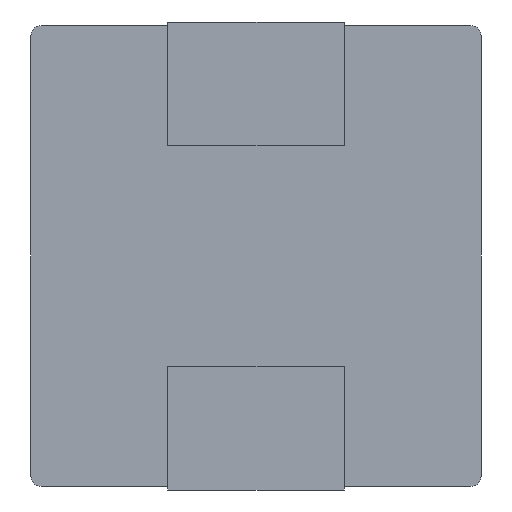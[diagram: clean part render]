
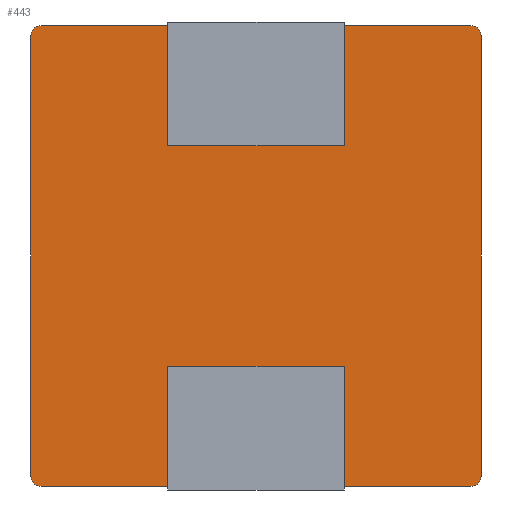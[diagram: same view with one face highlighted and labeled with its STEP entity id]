
A CAD part, front view. The second image highlights one B-rep face of the part: STEP entity #443.
In plain terms, the highlighted planar face has unit normal (0, -1, 0).
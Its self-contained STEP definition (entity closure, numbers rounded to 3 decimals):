
#11 = DIRECTION ( 'NONE',  ( 0., 0., 1. ) ) ;
#17 = CARTESIAN_POINT ( 'NONE',  ( -6.475, 0., 6.63 ) ) ;
#18 = VERTEX_POINT ( 'NONE', #177 ) ;
#19 = LINE ( 'NONE', #716, #812 ) ;
#20 = CARTESIAN_POINT ( 'NONE',  ( -2.54, 0., -6.63 ) ) ;
#24 = VECTOR ( 'NONE', #539, 1000. ) ;
#31 = CARTESIAN_POINT ( 'NONE',  ( 2.54, 0., 3.17 ) ) ;
#32 = ORIENTED_EDGE ( 'NONE', *, *, #664, .F. ) ;
#35 = AXIS2_PLACEMENT_3D ( 'NONE', #630, #1203, #1020 ) ;
#53 = DIRECTION ( 'NONE',  ( 0., 0., -1. ) ) ;
#56 = LINE ( 'NONE', #449, #801 ) ;
#73 = DIRECTION ( 'NONE',  ( -1., 0., 0. ) ) ;
#74 = CARTESIAN_POINT ( 'NONE',  ( -2.54, 0., 3.17 ) ) ;
#79 = LINE ( 'NONE', #99, #198 ) ;
#84 = FACE_OUTER_BOUND ( 'NONE', #1263, .T. ) ;
#99 = CARTESIAN_POINT ( 'NONE',  ( 2.54, 0., 6.63 ) ) ;
#101 = DIRECTION ( 'NONE',  ( 1., 0., 0. ) ) ;
#120 = AXIS2_PLACEMENT_3D ( 'NONE', #912, #917, #53 ) ;
#131 = DIRECTION ( 'NONE',  ( -1., 0., 0. ) ) ;
#142 = VERTEX_POINT ( 'NONE', #31 ) ;
#172 = CARTESIAN_POINT ( 'NONE',  ( 6.475, 0., 6.33 ) ) ;
#177 = CARTESIAN_POINT ( 'NONE',  ( 2.54, 0., -6.63 ) ) ;
#198 = VECTOR ( 'NONE', #1247, 1000. ) ;
#203 = ORIENTED_EDGE ( 'NONE', *, *, #285, .F. ) ;
#208 = DIRECTION ( 'NONE',  ( 0., 0., -1. ) ) ;
#221 = LINE ( 'NONE', #613, #480 ) ;
#223 = CARTESIAN_POINT ( 'NONE',  ( -6.475, 0., 6.63 ) ) ;
#242 = ORIENTED_EDGE ( 'NONE', *, *, #628, .F. ) ;
#250 = CARTESIAN_POINT ( 'NONE',  ( -6.175, 0., -6.63 ) ) ;
#268 = DIRECTION ( 'NONE',  ( 0., 0., 1. ) ) ;
#285 = EDGE_CURVE ( 'NONE', #657, #341, #590, .T. ) ;
#292 = AXIS2_PLACEMENT_3D ( 'NONE', #727, #1107, #347 ) ;
#299 = VERTEX_POINT ( 'NONE', #617 ) ;
#308 = EDGE_CURVE ( 'NONE', #642, #18, #221, .T. ) ;
#313 = VECTOR ( 'NONE', #563, 1000. ) ;
#318 = LINE ( 'NONE', #614, #644 ) ;
#332 = DIRECTION ( 'NONE',  ( 0., 0., -1. ) ) ;
#341 = VERTEX_POINT ( 'NONE', #20 ) ;
#347 = DIRECTION ( 'NONE',  ( 0., 0., -1. ) ) ;
#374 = CARTESIAN_POINT ( 'NONE',  ( 2.54, 0., 6.63 ) ) ;
#376 = VECTOR ( 'NONE', #1114, 1000. ) ;
#380 = EDGE_CURVE ( 'NONE', #18, #450, #79, .T. ) ;
#390 = VERTEX_POINT ( 'NONE', #589 ) ;
#391 = ORIENTED_EDGE ( 'NONE', *, *, #380, .F. ) ;
#392 = CARTESIAN_POINT ( 'NONE',  ( -6.475, 0., -6.33 ) ) ;
#434 = VERTEX_POINT ( 'NONE', #889 ) ;
#439 = CARTESIAN_POINT ( 'NONE',  ( 2.54, 0., -3.17 ) ) ;
#441 = EDGE_CURVE ( 'NONE', #450, #657, #19, .T. ) ;
#443 = ADVANCED_FACE ( 'NONE', ( #84 ), #1050, .F. ) ;
#449 = CARTESIAN_POINT ( 'NONE',  ( -6.475, 0., 6.63 ) ) ;
#450 = VERTEX_POINT ( 'NONE', #439 ) ;
#453 = VERTEX_POINT ( 'NONE', #250 ) ;
#457 = EDGE_CURVE ( 'NONE', #453, #929, #1171, .T. ) ;
#459 = ORIENTED_EDGE ( 'NONE', *, *, #308, .F. ) ;
#473 = VECTOR ( 'NONE', #101, 1000. ) ;
#480 = VECTOR ( 'NONE', #131, 1000. ) ;
#502 = CARTESIAN_POINT ( 'NONE',  ( -2.54, 0., 6.63 ) ) ;
#508 = DIRECTION ( 'NONE',  ( 0., 0., -1. ) ) ;
#527 = ORIENTED_EDGE ( 'NONE', *, *, #1019, .F. ) ;
#539 = DIRECTION ( 'NONE',  ( 1., 0., 0. ) ) ;
#542 = VERTEX_POINT ( 'NONE', #502 ) ;
#557 = EDGE_CURVE ( 'NONE', #299, #642, #686, .T. ) ;
#560 = AXIS2_PLACEMENT_3D ( 'NONE', #776, #698, #208 ) ;
#563 = DIRECTION ( 'NONE',  ( 0., 0., -1. ) ) ;
#573 = ORIENTED_EDGE ( 'NONE', *, *, #457, .F. ) ;
#574 = EDGE_CURVE ( 'NONE', #929, #390, #877, .T. ) ;
#589 = CARTESIAN_POINT ( 'NONE',  ( -6.475, 0., 6.33 ) ) ;
#590 = LINE ( 'NONE', #1101, #1113 ) ;
#605 = CIRCLE ( 'NONE', #918, 0.3 ) ;
#609 = CARTESIAN_POINT ( 'NONE',  ( 6.175, 0., -6.63 ) ) ;
#613 = CARTESIAN_POINT ( 'NONE',  ( -6.475, 0., -6.63 ) ) ;
#614 = CARTESIAN_POINT ( 'NONE',  ( -2.54, 0., 6.63 ) ) ;
#617 = CARTESIAN_POINT ( 'NONE',  ( 6.475, 0., -6.33 ) ) ;
#626 = EDGE_CURVE ( 'NONE', #434, #542, #1200, .T. ) ;
#627 = ORIENTED_EDGE ( 'NONE', *, *, #441, .F. ) ;
#628 = EDGE_CURVE ( 'NONE', #542, #1129, #318, .T. ) ;
#630 = CARTESIAN_POINT ( 'NONE',  ( -6.475, 0., 6.63 ) ) ;
#642 = VERTEX_POINT ( 'NONE', #609 ) ;
#644 = VECTOR ( 'NONE', #1207, 1000. ) ;
#657 = VERTEX_POINT ( 'NONE', #831 ) ;
#664 = EDGE_CURVE ( 'NONE', #142, #1181, #1041, .T. ) ;
#667 = VERTEX_POINT ( 'NONE', #172 ) ;
#669 = EDGE_CURVE ( 'NONE', #667, #299, #851, .T. ) ;
#686 = CIRCLE ( 'NONE', #560, 0.3 ) ;
#698 = DIRECTION ( 'NONE',  ( 0., 1., 0. ) ) ;
#716 = CARTESIAN_POINT ( 'NONE',  ( -6.475, 0., -3.17 ) ) ;
#727 = CARTESIAN_POINT ( 'NONE',  ( 6.175, 0., 6.33 ) ) ;
#731 = EDGE_CURVE ( 'NONE', #1181, #1099, #56, .T. ) ;
#734 = CARTESIAN_POINT ( 'NONE',  ( -6.475, 0., -6.63 ) ) ;
#735 = ORIENTED_EDGE ( 'NONE', *, *, #626, .F. ) ;
#736 = ORIENTED_EDGE ( 'NONE', *, *, #1077, .F. ) ;
#747 = ORIENTED_EDGE ( 'NONE', *, *, #669, .F. ) ;
#760 = CARTESIAN_POINT ( 'NONE',  ( 2.54, 0., 6.63 ) ) ;
#763 = ORIENTED_EDGE ( 'NONE', *, *, #817, .F. ) ;
#768 = LINE ( 'NONE', #1147, #473 ) ;
#776 = CARTESIAN_POINT ( 'NONE',  ( 6.175, 0., -6.33 ) ) ;
#801 = VECTOR ( 'NONE', #828, 1000. ) ;
#812 = VECTOR ( 'NONE', #73, 1000. ) ;
#815 = CARTESIAN_POINT ( 'NONE',  ( -6.175, 0., 6.33 ) ) ;
#817 = EDGE_CURVE ( 'NONE', #1129, #142, #768, .T. ) ;
#828 = DIRECTION ( 'NONE',  ( 1., 0., 0. ) ) ;
#831 = CARTESIAN_POINT ( 'NONE',  ( -2.54, 0., -3.17 ) ) ;
#834 = ORIENTED_EDGE ( 'NONE', *, *, #1021, .F. ) ;
#851 = LINE ( 'NONE', #1235, #313 ) ;
#856 = VECTOR ( 'NONE', #268, 1000. ) ;
#877 = LINE ( 'NONE', #17, #1255 ) ;
#889 = CARTESIAN_POINT ( 'NONE',  ( -6.175, 0., 6.63 ) ) ;
#912 = CARTESIAN_POINT ( 'NONE',  ( -6.175, 0., -6.33 ) ) ;
#917 = DIRECTION ( 'NONE',  ( 0., 1., 0. ) ) ;
#918 = AXIS2_PLACEMENT_3D ( 'NONE', #815, #1201, #332 ) ;
#929 = VERTEX_POINT ( 'NONE', #392 ) ;
#1019 = EDGE_CURVE ( 'NONE', #390, #434, #605, .T. ) ;
#1020 = DIRECTION ( 'NONE',  ( 0., 0., 1. ) ) ;
#1021 = EDGE_CURVE ( 'NONE', #1099, #667, #1186, .T. ) ;
#1034 = ORIENTED_EDGE ( 'NONE', *, *, #574, .F. ) ;
#1041 = LINE ( 'NONE', #760, #856 ) ;
#1050 = PLANE ( 'NONE',  #35 ) ;
#1075 = LINE ( 'NONE', #734, #376 ) ;
#1077 = EDGE_CURVE ( 'NONE', #341, #453, #1075, .T. ) ;
#1081 = ORIENTED_EDGE ( 'NONE', *, *, #731, .F. ) ;
#1099 = VERTEX_POINT ( 'NONE', #1124 ) ;
#1101 = CARTESIAN_POINT ( 'NONE',  ( -2.54, 0., 6.63 ) ) ;
#1107 = DIRECTION ( 'NONE',  ( 0., 1., 0. ) ) ;
#1113 = VECTOR ( 'NONE', #508, 1000. ) ;
#1114 = DIRECTION ( 'NONE',  ( -1., 0., 0. ) ) ;
#1124 = CARTESIAN_POINT ( 'NONE',  ( 6.175, 0., 6.63 ) ) ;
#1129 = VERTEX_POINT ( 'NONE', #74 ) ;
#1147 = CARTESIAN_POINT ( 'NONE',  ( -6.475, 0., 3.17 ) ) ;
#1171 = CIRCLE ( 'NONE', #120, 0.3 ) ;
#1181 = VERTEX_POINT ( 'NONE', #374 ) ;
#1186 = CIRCLE ( 'NONE', #292, 0.3 ) ;
#1200 = LINE ( 'NONE', #223, #24 ) ;
#1201 = DIRECTION ( 'NONE',  ( 0., 1., 0. ) ) ;
#1203 = DIRECTION ( 'NONE',  ( 0., 1., 0. ) ) ;
#1207 = DIRECTION ( 'NONE',  ( 0., 0., -1. ) ) ;
#1222 = ORIENTED_EDGE ( 'NONE', *, *, #557, .F. ) ;
#1235 = CARTESIAN_POINT ( 'NONE',  ( 6.475, 0., 6.63 ) ) ;
#1247 = DIRECTION ( 'NONE',  ( 0., 0., 1. ) ) ;
#1255 = VECTOR ( 'NONE', #11, 1000. ) ;
#1263 = EDGE_LOOP ( 'NONE', ( #736, #203, #627, #391, #459, #1222, #747, #834, #1081, #32, #763, #242, #735, #527, #1034, #573 ) ) ;
